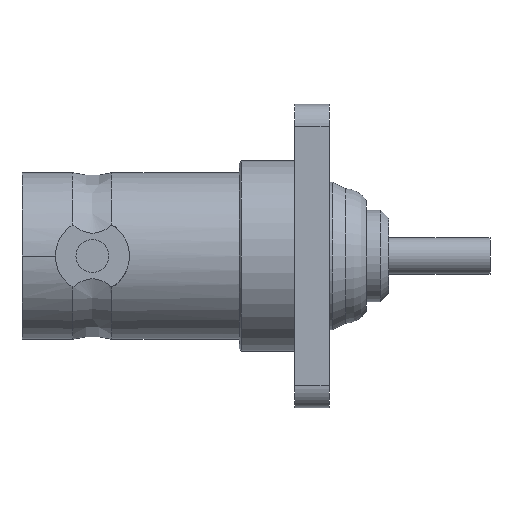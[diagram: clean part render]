
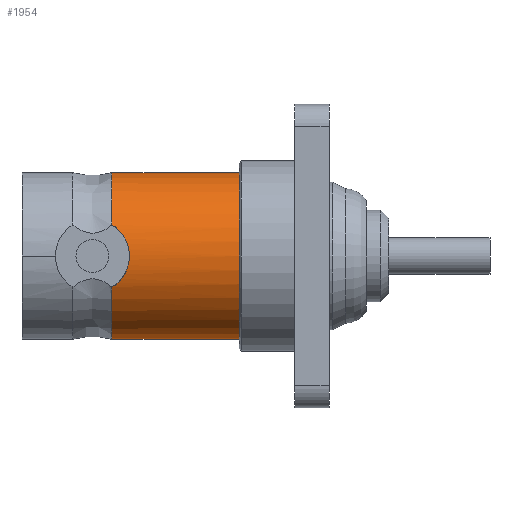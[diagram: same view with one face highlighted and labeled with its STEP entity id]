
A CAD part, front view. The second image highlights one B-rep face of the part: STEP entity #1954.
In plain terms, the highlighted cylindrical face has radius 4.801 mm (diameter 9.601 mm), a partial arc.
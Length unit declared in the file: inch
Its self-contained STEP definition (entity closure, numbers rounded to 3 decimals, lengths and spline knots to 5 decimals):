
#3 = CARTESIAN_POINT ( 'NONE',  ( 0.20439, 0., 0.189 ) ) ;
#25 = VECTOR ( 'NONE', #209, 39.37008 ) ;
#29 = CARTESIAN_POINT ( 'NONE',  ( 0.21199, -0.17702, -0.06634 ) ) ;
#36 = CARTESIAN_POINT ( 'NONE',  ( 2.10873, -0.1755, 0.07015 ) ) ;
#130 = LINE ( 'NONE', #788, #3594 ) ;
#195 = CARTESIAN_POINT ( 'NONE',  ( 0.49299, 0., -0.189 ) ) ;
#204 = B_SPLINE_CURVE_WITH_KNOTS ( 'NONE', 3,
 ( #3534, #941, #586, #1792, #290, #2645, #566, #2349, #602, #2958, #3261, #3558, #2068, #2414, #3299, #330, #29, #2074 ),
 .UNSPECIFIED., .F., .F.,
 ( 4, 2, 2, 2, 2, 2, 2, 2, 4 ),
 ( -0.00213, -0.0016, -0.00107, -0.00053, 0., 0.00053, 0.00107, 0.0016, 0.00213 ),
 .UNSPECIFIED. ) ;
#209 = DIRECTION ( 'NONE',  ( -1., 0., 0. ) ) ;
#248 = VERTEX_POINT ( 'NONE', #776 ) ;
#290 = CARTESIAN_POINT ( 'NONE',  ( 0.23049, -0.18337, 0.0462 ) ) ;
#314 = LINE ( 'NONE', #36, #2719 ) ;
#330 = CARTESIAN_POINT ( 'NONE',  ( 0.21717, -0.17865, -0.06192 ) ) ;
#409 = AXIS2_PLACEMENT_3D ( 'NONE', #1277, #2692, #1014 ) ;
#455 = CARTESIAN_POINT ( 'NONE',  ( 0.20621, -0.1755, 0.07015 ) ) ;
#566 = CARTESIAN_POINT ( 'NONE',  ( 0.23964, -0.1871, 0.02762 ) ) ;
#586 = CARTESIAN_POINT ( 'NONE',  ( 0.21717, -0.17865, 0.06192 ) ) ;
#602 = CARTESIAN_POINT ( 'NONE',  ( 0.244, -0.189, 0.0071 ) ) ;
#630 = EDGE_CURVE ( 'NONE', #1877, #2497, #3757, .T. ) ;
#762 = DIRECTION ( 'NONE',  ( 0., 0., 1. ) ) ;
#776 = CARTESIAN_POINT ( 'NONE',  ( 0.20439, -0.1755, 0.07015 ) ) ;
#788 = CARTESIAN_POINT ( 'NONE',  ( 2.10873, -0.1755, -0.07015 ) ) ;
#794 = ORIENTED_EDGE ( 'NONE', *, *, #1510, .F. ) ;
#811 = VERTEX_POINT ( 'NONE', #3666 ) ;
#941 = CARTESIAN_POINT ( 'NONE',  ( 0.21199, -0.17702, 0.06634 ) ) ;
#1014 = DIRECTION ( 'NONE',  ( 0., -1., 0. ) ) ;
#1047 = ORIENTED_EDGE ( 'NONE', *, *, #2522, .T. ) ;
#1179 = LINE ( 'NONE', #1416, #25 ) ;
#1183 = VERTEX_POINT ( 'NONE', #3 ) ;
#1237 = CARTESIAN_POINT ( 'NONE',  ( 0.20439, -0.1755, -0.07015 ) ) ;
#1258 = CARTESIAN_POINT ( 'NONE',  ( 0.20621, -0.1755, -0.07015 ) ) ;
#1259 = DIRECTION ( 'NONE',  ( 1., 0., 0. ) ) ;
#1277 = CARTESIAN_POINT ( 'NONE',  ( 0.20439, 0., 0. ) ) ;
#1278 = ORIENTED_EDGE ( 'NONE', *, *, #3568, .T. ) ;
#1304 = DIRECTION ( 'NONE',  ( 1., 0., 0. ) ) ;
#1356 = DIRECTION ( 'NONE',  ( -1., 0., 0. ) ) ;
#1416 = CARTESIAN_POINT ( 'NONE',  ( 0.53725, 0., -0.189 ) ) ;
#1510 = EDGE_CURVE ( 'NONE', #2925, #2497, #1179, .T. ) ;
#1525 = ORIENTED_EDGE ( 'NONE', *, *, #3776, .F. ) ;
#1607 = DIRECTION ( 'NONE',  ( -1., 0., 0. ) ) ;
#1661 = CIRCLE ( 'NONE', #1982, 0.189 ) ;
#1759 = VECTOR ( 'NONE', #1607, 39.37008 ) ;
#1792 = CARTESIAN_POINT ( 'NONE',  ( 0.22642, -0.18182, 0.05187 ) ) ;
#1819 = EDGE_CURVE ( 'NONE', #1918, #2574, #204, .T. ) ;
#1877 = VERTEX_POINT ( 'NONE', #1237 ) ;
#1918 = VERTEX_POINT ( 'NONE', #455 ) ;
#1919 = EDGE_CURVE ( 'NONE', #2574, #1877, #130, .T. ) ;
#1954 = ADVANCED_FACE ( 'NONE', ( #3276 ), #3643, .T. ) ;
#1982 = AXIS2_PLACEMENT_3D ( 'NONE', #3632, #1304, #2762 ) ;
#2068 = CARTESIAN_POINT ( 'NONE',  ( 0.23706, -0.186, -0.03413 ) ) ;
#2074 = CARTESIAN_POINT ( 'NONE',  ( 0.20621, -0.1755, -0.07015 ) ) ;
#2130 = DIRECTION ( 'NONE',  ( 0., -1., 0. ) ) ;
#2258 = EDGE_CURVE ( 'NONE', #811, #1183, #2421, .T. ) ;
#2328 = AXIS2_PLACEMENT_3D ( 'NONE', #2827, #1356, #762 ) ;
#2349 = CARTESIAN_POINT ( 'NONE',  ( 0.24311, -0.1886, 0.01404 ) ) ;
#2374 = ORIENTED_EDGE ( 'NONE', *, *, #630, .T. ) ;
#2414 = CARTESIAN_POINT ( 'NONE',  ( 0.23048, -0.18337, -0.04621 ) ) ;
#2421 = LINE ( 'NONE', #2769, #1759 ) ;
#2497 = VERTEX_POINT ( 'NONE', #3000 ) ;
#2522 = EDGE_CURVE ( 'NONE', #248, #1918, #314, .T. ) ;
#2574 = VERTEX_POINT ( 'NONE', #1258 ) ;
#2645 = CARTESIAN_POINT ( 'NONE',  ( 0.23705, -0.18599, 0.03414 ) ) ;
#2692 = DIRECTION ( 'NONE',  ( 1., 0., 0. ) ) ;
#2719 = VECTOR ( 'NONE', #2764, 39.37008 ) ;
#2762 = DIRECTION ( 'NONE',  ( 0., 0., 1. ) ) ;
#2764 = DIRECTION ( 'NONE',  ( 1., 0., 0. ) ) ;
#2769 = CARTESIAN_POINT ( 'NONE',  ( 0.53725, 0., 0.189 ) ) ;
#2827 = CARTESIAN_POINT ( 'NONE',  ( 0.53725, 0., 0. ) ) ;
#2925 = VERTEX_POINT ( 'NONE', #195 ) ;
#2936 = AXIS2_PLACEMENT_3D ( 'NONE', #3352, #1259, #2130 ) ;
#2958 = CARTESIAN_POINT ( 'NONE',  ( 0.244, -0.189, -0.0071 ) ) ;
#2963 = ORIENTED_EDGE ( 'NONE', *, *, #1919, .T. ) ;
#2975 = CIRCLE ( 'NONE', #409, 0.189 ) ;
#3000 = CARTESIAN_POINT ( 'NONE',  ( 0.20439, 0., -0.189 ) ) ;
#3108 = DIRECTION ( 'NONE',  ( -1., 0., 0. ) ) ;
#3245 = EDGE_LOOP ( 'NONE', ( #794, #1525, #3523, #1278, #1047, #3492, #2963, #2374 ) ) ;
#3261 = CARTESIAN_POINT ( 'NONE',  ( 0.24311, -0.1886, -0.01403 ) ) ;
#3276 = FACE_OUTER_BOUND ( 'NONE', #3245, .T. ) ;
#3299 = CARTESIAN_POINT ( 'NONE',  ( 0.22641, -0.18181, -0.05189 ) ) ;
#3352 = CARTESIAN_POINT ( 'NONE',  ( 0.20439, 0., 0. ) ) ;
#3492 = ORIENTED_EDGE ( 'NONE', *, *, #1819, .T. ) ;
#3523 = ORIENTED_EDGE ( 'NONE', *, *, #2258, .T. ) ;
#3534 = CARTESIAN_POINT ( 'NONE',  ( 0.20621, -0.1755, 0.07015 ) ) ;
#3558 = CARTESIAN_POINT ( 'NONE',  ( 0.23966, -0.1871, -0.02757 ) ) ;
#3568 = EDGE_CURVE ( 'NONE', #1183, #248, #2975, .T. ) ;
#3594 = VECTOR ( 'NONE', #3108, 39.37008 ) ;
#3632 = CARTESIAN_POINT ( 'NONE',  ( 0.49299, 0., 0. ) ) ;
#3643 = CYLINDRICAL_SURFACE ( 'NONE', #2328, 0.189 ) ;
#3666 = CARTESIAN_POINT ( 'NONE',  ( 0.49299, 0., 0.189 ) ) ;
#3757 = CIRCLE ( 'NONE', #2936, 0.189 ) ;
#3776 = EDGE_CURVE ( 'NONE', #811, #2925, #1661, .T. ) ;
